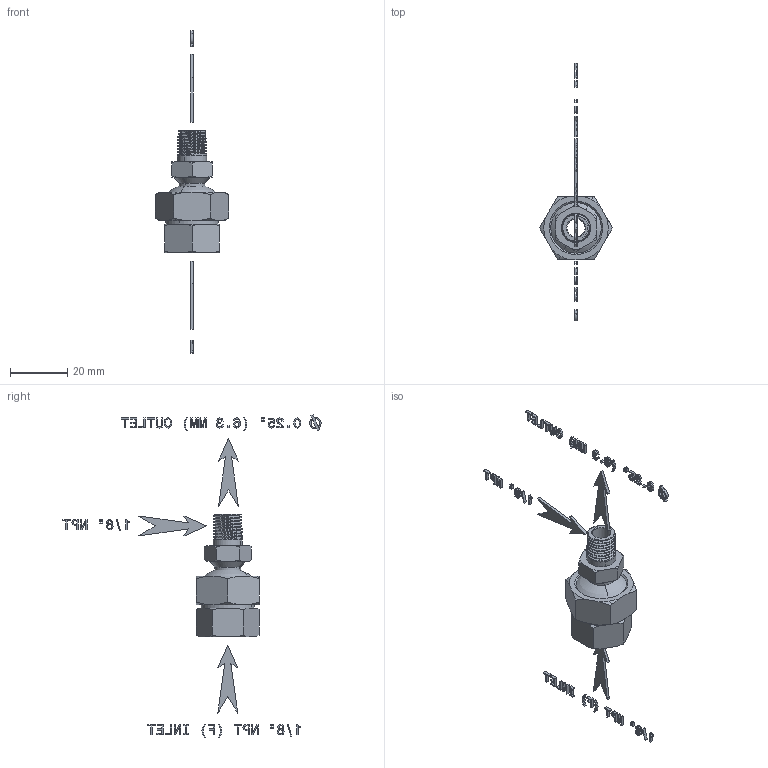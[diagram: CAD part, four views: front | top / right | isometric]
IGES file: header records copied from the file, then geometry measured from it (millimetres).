
Start section: START RECORD GO HERE.
Global section: file name: 0.125 In Swivel Fitting.igs; native system: DASSAULT SYSTEMES CATIA V5 R20 - www.3ds.com; preprocessor: CATIA Version 5 Release 20 ; author: DESIGNENG; organization: DESIGNENG; date: 20150601.123803; units: millimetre
Bounding box: 25.52 x 90.08 x 112.7 mm (x, y, z)
Volume: 6525.7 mm3; surface area: 6804.4 mm2
Topology: 49 solids, 49 shells, 1306 faces, 3512 edges, 2327 vertices
Faces by surface type: plane 999, extrusion 134, revolution 109, bspline 64
